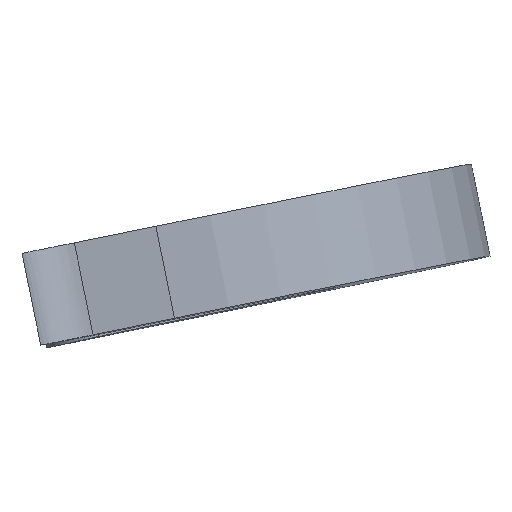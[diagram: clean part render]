
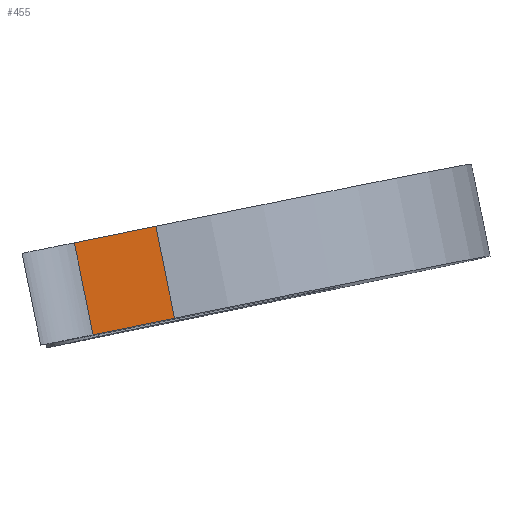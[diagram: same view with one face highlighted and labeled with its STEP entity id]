
A CAD part, left-side view. The second image highlights one B-rep face of the part: STEP entity #455.
In plain terms, the highlighted planar face has unit normal (1, -0.009, -0.004).
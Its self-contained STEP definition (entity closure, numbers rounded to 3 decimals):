
#21 = EDGE_CURVE('',#22,#24,#26,.T.);
#22 = VERTEX_POINT('',#23);
#23 = CARTESIAN_POINT('',(-16.287,1.468,2.541)
  );
#24 = VERTEX_POINT('',#25);
#25 = CARTESIAN_POINT('',(-16.315,0.474,-2.359)
  );
#26 = SURFACE_CURVE('',#27,(#31,#65),.PCURVE_S1.);
#27 = LINE('',#28,#29);
#28 = CARTESIAN_POINT('',(-16.287,1.468,2.541)
  );
#29 = VECTOR('',#30,1.);
#30 = DIRECTION('',(-0.006,-0.199,-0.98));
#31 = PCURVE('',#32,#37);
#32 = CYLINDRICAL_SURFACE('',#33,3.);
#33 = AXIS2_PLACEMENT_3D('',#34,#35,#36);
#34 = CARTESIAN_POINT('',(-19.286,1.515,2.651)
  );
#35 = DIRECTION('',(-0.006,-0.199,-0.98)
  );
#36 = DIRECTION('',(1.,-0.009,
    -0.004));
#37 = DEFINITIONAL_REPRESENTATION('',(#38),#64);
#38 = B_SPLINE_CURVE_WITH_KNOTS('',3,(#39,#40,#41,#42,#43,#44,#45,#46,
    #47,#48,#49,#50,#51,#52,#53,#54,#55,#56,#57,#58,#59,#60,#61,#62,#63)
  ,.UNSPECIFIED.,.F.,.F.,(4,1,1,1,1,1,1,1,1,1,1,1,1,1,1,1,1,1,1,1,1,1,4)
  ,(0.,0.227,0.455,0.682,
    0.909,1.136,1.364,1.591,
    1.818,2.045,2.273,2.5,
    2.727,2.955,3.182,3.409,
    3.636,3.864,4.091,4.318,
    4.545,4.773,5.),.UNSPECIFIED.);
#39 = CARTESIAN_POINT('',(6.283,0.1));
#40 = CARTESIAN_POINT('',(6.283,0.176));
#41 = CARTESIAN_POINT('',(6.283,0.327));
#42 = CARTESIAN_POINT('',(6.283,0.555));
#43 = CARTESIAN_POINT('',(6.283,0.782));
#44 = CARTESIAN_POINT('',(6.283,1.009));
#45 = CARTESIAN_POINT('',(6.283,1.236));
#46 = CARTESIAN_POINT('',(6.283,1.464));
#47 = CARTESIAN_POINT('',(6.283,1.691));
#48 = CARTESIAN_POINT('',(6.283,1.918));
#49 = CARTESIAN_POINT('',(6.283,2.145));
#50 = CARTESIAN_POINT('',(6.283,2.373));
#51 = CARTESIAN_POINT('',(6.283,2.6));
#52 = CARTESIAN_POINT('',(6.283,2.827));
#53 = CARTESIAN_POINT('',(6.283,3.055));
#54 = CARTESIAN_POINT('',(6.283,3.282));
#55 = CARTESIAN_POINT('',(6.283,3.509));
#56 = CARTESIAN_POINT('',(6.283,3.736));
#57 = CARTESIAN_POINT('',(6.283,3.964));
#58 = CARTESIAN_POINT('',(6.283,4.191));
#59 = CARTESIAN_POINT('',(6.283,4.418));
#60 = CARTESIAN_POINT('',(6.283,4.645));
#61 = CARTESIAN_POINT('',(6.283,4.873));
#62 = CARTESIAN_POINT('',(6.283,5.024));
#63 = CARTESIAN_POINT('',(6.283,5.1));
#64 = ( GEOMETRIC_REPRESENTATION_CONTEXT(2) 
PARAMETRIC_REPRESENTATION_CONTEXT() REPRESENTATION_CONTEXT('2D SPACE',''
  ) );
#65 = PCURVE('',#66,#71);
#66 = PLANE('',#67);
#67 = AXIS2_PLACEMENT_3D('',#68,#69,#70);
#68 = CARTESIAN_POINT('',(-16.318,-1.2,0.532)
  );
#69 = DIRECTION('',(1.,-0.009,
    -0.004));
#70 = DIRECTION('',(0.008,0.98,-0.199));
#71 = DEFINITIONAL_REPRESENTATION('',(#72),#76);
#72 = LINE('',#73,#74);
#73 = CARTESIAN_POINT('',(2.216,2.5));
#74 = VECTOR('',#75,1.);
#75 = DIRECTION('',(0.,-1.));
#76 = ( GEOMETRIC_REPRESENTATION_CONTEXT(2) 
PARAMETRIC_REPRESENTATION_CONTEXT() REPRESENTATION_CONTEXT('2D SPACE',''
  ) );
#120 = PLANE('',#121);
#121 = AXIS2_PLACEMENT_3D('',#122,#123,#124);
#122 = CARTESIAN_POINT('',(0.62,-8.81,
    -0.571));
#123 = DIRECTION('',(-0.006,-0.199,-0.98
    ));
#124 = DIRECTION('',(1.,-0.009,
    -0.004));
#214 = EDGE_CURVE('',#24,#215,#217,.T.);
#215 = VERTEX_POINT('',#216);
#216 = CARTESIAN_POINT('',(-16.35,-3.869,
    -1.477));
#217 = SURFACE_CURVE('',#218,(#222,#229),.PCURVE_S1.);
#218 = LINE('',#219,#220);
#219 = CARTESIAN_POINT('',(-16.315,0.474,-2.359
    ));
#220 = VECTOR('',#221,1.);
#221 = DIRECTION('',(-0.008,-0.98,0.199)
  );
#222 = PCURVE('',#120,#223);
#223 = DEFINITIONAL_REPRESENTATION('',(#224),#228);
#224 = LINE('',#225,#226);
#225 = CARTESIAN_POINT('',(-17.01,-9.32));
#226 = VECTOR('',#227,1.);
#227 = DIRECTION('',(0.,1.));
#228 = ( GEOMETRIC_REPRESENTATION_CONTEXT(2) 
PARAMETRIC_REPRESENTATION_CONTEXT() REPRESENTATION_CONTEXT('2D SPACE',''
  ) );
#229 = PCURVE('',#66,#230);
#230 = DEFINITIONAL_REPRESENTATION('',(#231),#235);
#231 = LINE('',#232,#233);
#232 = CARTESIAN_POINT('',(2.216,-2.5));
#233 = VECTOR('',#234,1.);
#234 = DIRECTION('',(-1.,0.));
#235 = ( GEOMETRIC_REPRESENTATION_CONTEXT(2) 
PARAMETRIC_REPRESENTATION_CONTEXT() REPRESENTATION_CONTEXT('2D SPACE',''
  ) );
#422 = CYLINDRICAL_SURFACE('',#423,17.);
#423 = AXIS2_PLACEMENT_3D('',#424,#425,#426);
#424 = CARTESIAN_POINT('',(0.678,-3.005,3.455)
  );
#425 = DIRECTION('',(-0.006,-0.199,-0.98
    ));
#426 = DIRECTION('',(1.,-0.009,
    -0.004));
#455 = ADVANCED_FACE('',(#456),#66,.T.);
#456 = FACE_BOUND('',#457,.T.);
#457 = EDGE_LOOP('',(#458,#503,#504,#505));
#458 = ORIENTED_EDGE('',*,*,#459,.T.);
#459 = EDGE_CURVE('',#460,#215,#462,.T.);
#460 = VERTEX_POINT('',#461);
#461 = CARTESIAN_POINT('',(-16.322,-2.874,
    3.423));
#462 = SURFACE_CURVE('',#463,(#467,#474),.PCURVE_S1.);
#463 = LINE('',#464,#465);
#464 = CARTESIAN_POINT('',(-16.322,-2.874,
    3.423));
#465 = VECTOR('',#466,1.);
#466 = DIRECTION('',(-0.006,-0.199,-0.98
    ));
#467 = PCURVE('',#66,#468);
#468 = DEFINITIONAL_REPRESENTATION('',(#469),#473);
#469 = LINE('',#470,#471);
#470 = CARTESIAN_POINT('',(-2.216,2.5));
#471 = VECTOR('',#472,1.);
#472 = DIRECTION('',(0.,-1.));
#473 = ( GEOMETRIC_REPRESENTATION_CONTEXT(2) 
PARAMETRIC_REPRESENTATION_CONTEXT() REPRESENTATION_CONTEXT('2D SPACE',''
  ) );
#474 = PCURVE('',#422,#475);
#475 = DEFINITIONAL_REPRESENTATION('',(#476),#502);
#476 = B_SPLINE_CURVE_WITH_KNOTS('',3,(#477,#478,#479,#480,#481,#482,
    #483,#484,#485,#486,#487,#488,#489,#490,#491,#492,#493,#494,#495,
    #496,#497,#498,#499,#500,#501),.UNSPECIFIED.,.F.,.F.,(4,1,1,1,1,1,1,
    1,1,1,1,1,1,1,1,1,1,1,1,1,1,1,4),(0.,0.227,0.455,
    0.682,0.909,1.136,1.364,
    1.591,1.818,2.045,2.273,
    2.5,2.727,2.955,3.182,
    3.409,3.636,3.864,4.091,
    4.318,4.545,4.773,5.),
  .QUASI_UNIFORM_KNOTS.);
#477 = CARTESIAN_POINT('',(3.142,0.1));
#478 = CARTESIAN_POINT('',(3.142,0.176));
#479 = CARTESIAN_POINT('',(3.142,0.327));
#480 = CARTESIAN_POINT('',(3.142,0.555));
#481 = CARTESIAN_POINT('',(3.142,0.782));
#482 = CARTESIAN_POINT('',(3.142,1.009));
#483 = CARTESIAN_POINT('',(3.142,1.236));
#484 = CARTESIAN_POINT('',(3.142,1.464));
#485 = CARTESIAN_POINT('',(3.142,1.691));
#486 = CARTESIAN_POINT('',(3.142,1.918));
#487 = CARTESIAN_POINT('',(3.142,2.145));
#488 = CARTESIAN_POINT('',(3.142,2.373));
#489 = CARTESIAN_POINT('',(3.142,2.6));
#490 = CARTESIAN_POINT('',(3.142,2.827));
#491 = CARTESIAN_POINT('',(3.142,3.055));
#492 = CARTESIAN_POINT('',(3.142,3.282));
#493 = CARTESIAN_POINT('',(3.142,3.509));
#494 = CARTESIAN_POINT('',(3.142,3.736));
#495 = CARTESIAN_POINT('',(3.142,3.964));
#496 = CARTESIAN_POINT('',(3.142,4.191));
#497 = CARTESIAN_POINT('',(3.142,4.418));
#498 = CARTESIAN_POINT('',(3.142,4.645));
#499 = CARTESIAN_POINT('',(3.142,4.873));
#500 = CARTESIAN_POINT('',(3.142,5.024));
#501 = CARTESIAN_POINT('',(3.142,5.1));
#502 = ( GEOMETRIC_REPRESENTATION_CONTEXT(2) 
PARAMETRIC_REPRESENTATION_CONTEXT() REPRESENTATION_CONTEXT('2D SPACE',''
  ) );
#503 = ORIENTED_EDGE('',*,*,#214,.F.);
#504 = ORIENTED_EDGE('',*,*,#21,.F.);
#505 = ORIENTED_EDGE('',*,*,#506,.F.);
#506 = EDGE_CURVE('',#460,#22,#507,.T.);
#507 = SURFACE_CURVE('',#508,(#512),.PCURVE_S1.);
#508 = LINE('',#509,#510);
#509 = CARTESIAN_POINT('',(-16.322,-2.874,
    3.423));
#510 = VECTOR('',#511,1.);
#511 = DIRECTION('',(0.008,0.98,-0.199)
  );
#512 = PCURVE('',#66,#513);
#513 = DEFINITIONAL_REPRESENTATION('',(#514),#518);
#514 = LINE('',#515,#516);
#515 = CARTESIAN_POINT('',(-2.216,2.5));
#516 = VECTOR('',#517,1.);
#517 = DIRECTION('',(1.,0.));
#518 = ( GEOMETRIC_REPRESENTATION_CONTEXT(2) 
PARAMETRIC_REPRESENTATION_CONTEXT() REPRESENTATION_CONTEXT('2D SPACE',''
  ) );
